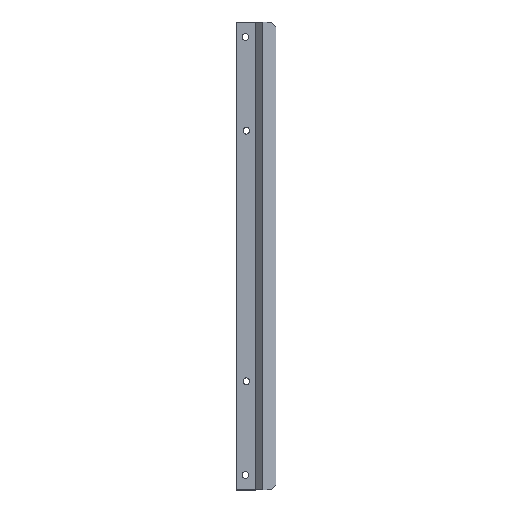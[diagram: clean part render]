
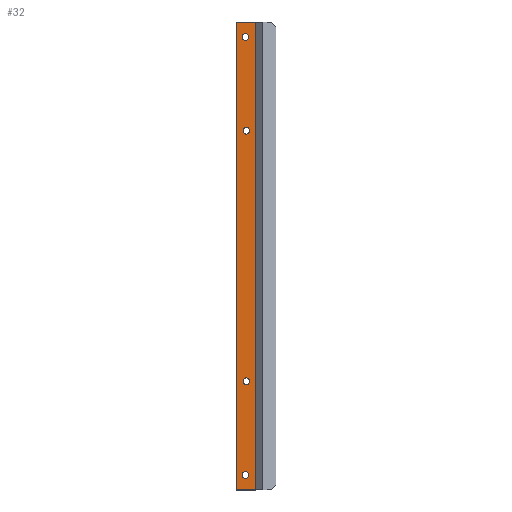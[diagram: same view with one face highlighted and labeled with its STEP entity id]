
A CAD part, top view. The second image highlights one B-rep face of the part: STEP entity #32.
In plain terms, the highlighted planar face has unit normal (0, 0, 1).
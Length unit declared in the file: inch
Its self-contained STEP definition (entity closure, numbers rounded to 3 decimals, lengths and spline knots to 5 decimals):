
#12 = EDGE_LOOP ( 'NONE', ( #445 ) ) ;
#20 = CARTESIAN_POINT ( 'NONE',  ( -0.81693, 19.64567, 0. ) ) ;
#21 = CARTESIAN_POINT ( 'NONE',  ( -0.02953, -18.38583, 0. ) ) ;
#23 = DIRECTION ( 'NONE',  ( 0., 0., -1. ) ) ;
#29 = AXIS2_PLACEMENT_3D ( 'NONE', #20, #23, #327 ) ;
#32 = ADVANCED_FACE ( 'NONE', ( #377, #111, #292, #466, #248 ), #422, .F. ) ;
#36 = VERTEX_POINT ( 'NONE', #546 ) ;
#39 = VECTOR ( 'NONE', #170, 39.37008 ) ;
#70 = AXIS2_PLACEMENT_3D ( 'NONE', #243, #370, #504 ) ;
#78 = VERTEX_POINT ( 'NONE', #100 ) ;
#85 = ORIENTED_EDGE ( 'NONE', *, *, #485, .T. ) ;
#94 = ORIENTED_EDGE ( 'NONE', *, *, #494, .T. ) ;
#96 = CIRCLE ( 'NONE', #324, 0.27559 ) ;
#99 = EDGE_CURVE ( 'NONE', #168, #78, #330, .T. ) ;
#100 = CARTESIAN_POINT ( 'NONE',  ( 0.81693, 19.64567, 0. ) ) ;
#108 = VERTEX_POINT ( 'NONE', #334 ) ;
#109 = DIRECTION ( 'NONE',  ( 1., 0., 0. ) ) ;
#111 = FACE_BOUND ( 'NONE', #12, .T. ) ;
#113 = VECTOR ( 'NONE', #328, 39.37008 ) ;
#118 = EDGE_LOOP ( 'NONE', ( #264 ) ) ;
#133 = CARTESIAN_POINT ( 'NONE',  ( 0.81693, 19.64567, 0. ) ) ;
#148 = LINE ( 'NONE', #190, #113 ) ;
#168 = VERTEX_POINT ( 'NONE', #263 ) ;
#170 = DIRECTION ( 'NONE',  ( 0., 1., 0. ) ) ;
#186 = DIRECTION ( 'NONE',  ( 1., 0., 0. ) ) ;
#190 = CARTESIAN_POINT ( 'NONE',  ( -0.81693, 19.64567, 0. ) ) ;
#201 = VERTEX_POINT ( 'NONE', #289 ) ;
#233 = DIRECTION ( 'NONE',  ( 0., 0., -1. ) ) ;
#236 = DIRECTION ( 'NONE',  ( 0., 0., -1. ) ) ;
#238 = CIRCLE ( 'NONE', #369, 0.27559 ) ;
#240 = VERTEX_POINT ( 'NONE', #460 ) ;
#241 = EDGE_CURVE ( 'NONE', #36, #433, #393, .T. ) ;
#243 = CARTESIAN_POINT ( 'NONE',  ( 0.04921, -10.51181, 0. ) ) ;
#248 = FACE_BOUND ( 'NONE', #538, .T. ) ;
#263 = CARTESIAN_POINT ( 'NONE',  ( -0.81693, 19.64567, 0. ) ) ;
#264 = ORIENTED_EDGE ( 'NONE', *, *, #548, .T. ) ;
#277 = ORIENTED_EDGE ( 'NONE', *, *, #554, .T. ) ;
#279 = EDGE_CURVE ( 'NONE', #433, #78, #568, .T. ) ;
#280 = DIRECTION ( 'NONE',  ( 1., 0., 0. ) ) ;
#287 = VERTEX_POINT ( 'NONE', #413 ) ;
#289 = CARTESIAN_POINT ( 'NONE',  ( 0.3248, -10.51181, 0. ) ) ;
#292 = FACE_BOUND ( 'NONE', #118, .T. ) ;
#307 = EDGE_LOOP ( 'NONE', ( #277 ) ) ;
#320 = CARTESIAN_POINT ( 'NONE',  ( 0.81693, -19.64567, 0. ) ) ;
#324 = AXIS2_PLACEMENT_3D ( 'NONE', #21, #463, #109 ) ;
#325 = DIRECTION ( 'NONE',  ( 1., 0., 0. ) ) ;
#327 = DIRECTION ( 'NONE',  ( -1., 0., 0. ) ) ;
#328 = DIRECTION ( 'NONE',  ( 0., -1., 0. ) ) ;
#329 = EDGE_CURVE ( 'NONE', #240, #240, #459, .T. ) ;
#330 = LINE ( 'NONE', #414, #478 ) ;
#334 = CARTESIAN_POINT ( 'NONE',  ( 0.24606, -18.38583, 0. ) ) ;
#357 = AXIS2_PLACEMENT_3D ( 'NONE', #491, #233, #186 ) ;
#368 = CARTESIAN_POINT ( 'NONE',  ( 0.04921, 10.51181, 0. ) ) ;
#369 = AXIS2_PLACEMENT_3D ( 'NONE', #368, #236, #325 ) ;
#370 = DIRECTION ( 'NONE',  ( 0., 0., -1. ) ) ;
#377 = FACE_OUTER_BOUND ( 'NONE', #475, .T. ) ;
#383 = CIRCLE ( 'NONE', #70, 0.27559 ) ;
#387 = ORIENTED_EDGE ( 'NONE', *, *, #241, .T. ) ;
#393 = LINE ( 'NONE', #482, #489 ) ;
#413 = CARTESIAN_POINT ( 'NONE',  ( 0.3248, 10.51181, 0. ) ) ;
#414 = CARTESIAN_POINT ( 'NONE',  ( 1.41546, 19.64567, 0. ) ) ;
#422 = PLANE ( 'NONE',  #29 ) ;
#433 = VERTEX_POINT ( 'NONE', #320 ) ;
#440 = ORIENTED_EDGE ( 'NONE', *, *, #279, .T. ) ;
#445 = ORIENTED_EDGE ( 'NONE', *, *, #329, .T. ) ;
#459 = CIRCLE ( 'NONE', #357, 0.27559 ) ;
#460 = CARTESIAN_POINT ( 'NONE',  ( 0.24606, 18.38583, 0. ) ) ;
#463 = DIRECTION ( 'NONE',  ( 0., 0., -1. ) ) ;
#466 = FACE_BOUND ( 'NONE', #307, .T. ) ;
#475 = EDGE_LOOP ( 'NONE', ( #440, #566, #94, #387 ) ) ;
#478 = VECTOR ( 'NONE', #280, 39.37008 ) ;
#482 = CARTESIAN_POINT ( 'NONE',  ( -0.81693, -19.64567, 0. ) ) ;
#485 = EDGE_CURVE ( 'NONE', #287, #287, #238, .T. ) ;
#489 = VECTOR ( 'NONE', #573, 39.37008 ) ;
#491 = CARTESIAN_POINT ( 'NONE',  ( -0.02953, 18.38583, 0. ) ) ;
#494 = EDGE_CURVE ( 'NONE', #168, #36, #148, .T. ) ;
#504 = DIRECTION ( 'NONE',  ( 1., 0., 0. ) ) ;
#538 = EDGE_LOOP ( 'NONE', ( #85 ) ) ;
#546 = CARTESIAN_POINT ( 'NONE',  ( -0.81693, -19.64567, 0. ) ) ;
#548 = EDGE_CURVE ( 'NONE', #108, #108, #96, .T. ) ;
#554 = EDGE_CURVE ( 'NONE', #201, #201, #383, .T. ) ;
#566 = ORIENTED_EDGE ( 'NONE', *, *, #99, .F. ) ;
#568 = LINE ( 'NONE', #133, #39 ) ;
#573 = DIRECTION ( 'NONE',  ( 1., 0., 0. ) ) ;
